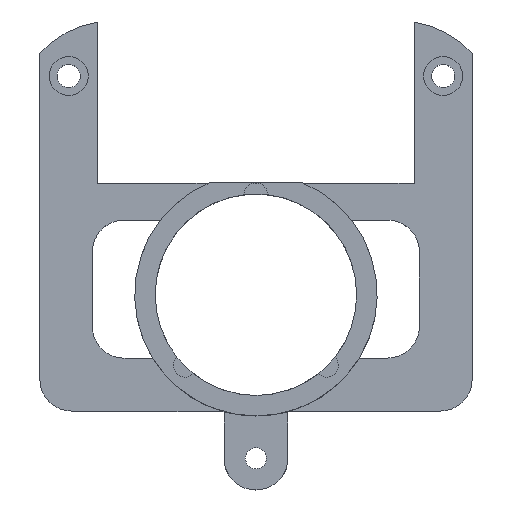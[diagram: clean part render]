
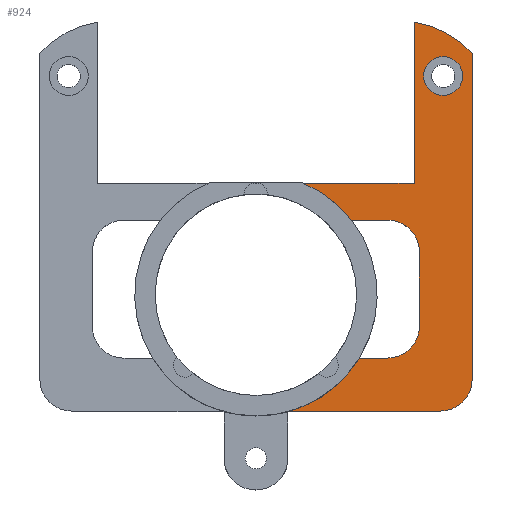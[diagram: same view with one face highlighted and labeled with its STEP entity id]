
A CAD part, top view. The second image highlights one B-rep face of the part: STEP entity #924.
In plain terms, the highlighted planar face has unit normal (0, 0, 1).
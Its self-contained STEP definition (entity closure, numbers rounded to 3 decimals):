
#15=FACE_BOUND('',#158,.T.);
#26=CIRCLE('',#975,3.);
#28=CIRCLE('',#979,3.);
#29=CIRCLE('',#981,11.494);
#30=CIRCLE('',#982,3.);
#31=CIRCLE('',#983,9.487);
#32=CIRCLE('',#984,11.494);
#33=CIRCLE('',#985,1.85);
#107=FACE_OUTER_BOUND('',#157,.T.);
#157=EDGE_LOOP('',(#630,#631,#632,#633,#634,#635,#636,#637,#638,#639,#640,
#641,#642));
#158=EDGE_LOOP('',(#643));
#214=LINE('',#1383,#298);
#218=LINE('',#1392,#302);
#223=LINE('',#1405,#307);
#224=LINE('',#1413,#308);
#225=LINE('',#1417,#309);
#226=LINE('',#1421,#310);
#227=LINE('',#1423,#311);
#298=VECTOR('',#1083,10.);
#302=VECTOR('',#1089,10.);
#307=VECTOR('',#1102,10.);
#308=VECTOR('',#1113,10.);
#309=VECTOR('',#1116,10.);
#310=VECTOR('',#1119,10.);
#311=VECTOR('',#1120,10.);
#382=VERTEX_POINT('',#1380);
#383=VERTEX_POINT('',#1382);
#386=VERTEX_POINT('',#1389);
#387=VERTEX_POINT('',#1391);
#389=VERTEX_POINT('',#1397);
#391=VERTEX_POINT('',#1403);
#392=VERTEX_POINT('',#1410);
#393=VERTEX_POINT('',#1412);
#394=VERTEX_POINT('',#1414);
#395=VERTEX_POINT('',#1416);
#396=VERTEX_POINT('',#1418);
#397=VERTEX_POINT('',#1420);
#398=VERTEX_POINT('',#1422);
#399=VERTEX_POINT('',#1425);
#472=EDGE_CURVE('',#383,#382,#214,.T.);
#476=EDGE_CURVE('',#387,#386,#218,.T.);
#480=EDGE_CURVE('',#386,#389,#26,.T.);
#483=EDGE_CURVE('',#389,#391,#223,.T.);
#485=EDGE_CURVE('',#391,#383,#28,.T.);
#486=EDGE_CURVE('',#382,#392,#29,.T.);
#487=EDGE_CURVE('',#392,#393,#224,.T.);
#488=EDGE_CURVE('',#393,#394,#30,.T.);
#489=EDGE_CURVE('',#394,#395,#225,.T.);
#490=EDGE_CURVE('',#395,#396,#31,.T.);
#491=EDGE_CURVE('',#396,#397,#226,.T.);
#492=EDGE_CURVE('',#397,#398,#227,.T.);
#493=EDGE_CURVE('',#398,#387,#32,.T.);
#494=EDGE_CURVE('',#399,#399,#33,.T.);
#630=ORIENTED_EDGE('',*,*,#476,.T.);
#631=ORIENTED_EDGE('',*,*,#480,.T.);
#632=ORIENTED_EDGE('',*,*,#483,.T.);
#633=ORIENTED_EDGE('',*,*,#485,.T.);
#634=ORIENTED_EDGE('',*,*,#472,.T.);
#635=ORIENTED_EDGE('',*,*,#486,.T.);
#636=ORIENTED_EDGE('',*,*,#487,.T.);
#637=ORIENTED_EDGE('',*,*,#488,.T.);
#638=ORIENTED_EDGE('',*,*,#489,.T.);
#639=ORIENTED_EDGE('',*,*,#490,.T.);
#640=ORIENTED_EDGE('',*,*,#491,.T.);
#641=ORIENTED_EDGE('',*,*,#492,.T.);
#642=ORIENTED_EDGE('',*,*,#493,.T.);
#643=ORIENTED_EDGE('',*,*,#494,.T.);
#893=PLANE('',#980);
#924=ADVANCED_FACE('',(#107,#15),#893,.T.);
#975=AXIS2_PLACEMENT_3D('',#1399,#1096,#1097);
#979=AXIS2_PLACEMENT_3D('',#1408,#1107,#1108);
#980=AXIS2_PLACEMENT_3D('',#1409,#1109,#1110);
#981=AXIS2_PLACEMENT_3D('',#1411,#1111,#1112);
#982=AXIS2_PLACEMENT_3D('',#1415,#1114,#1115);
#983=AXIS2_PLACEMENT_3D('',#1419,#1117,#1118);
#984=AXIS2_PLACEMENT_3D('',#1424,#1121,#1122);
#985=AXIS2_PLACEMENT_3D('',#1426,#1123,#1124);
#1083=DIRECTION('',(-1.,0.,0.));
#1089=DIRECTION('',(1.,0.,0.));
#1096=DIRECTION('center_axis',(0.,0.,-1.));
#1097=DIRECTION('ref_axis',(1.,0.,0.));
#1102=DIRECTION('',(0.,-1.,0.));
#1107=DIRECTION('center_axis',(0.,0.,-1.));
#1108=DIRECTION('ref_axis',(0.,-1.,0.));
#1109=DIRECTION('center_axis',(0.,0.,1.));
#1110=DIRECTION('ref_axis',(-1.,0.,0.));
#1111=DIRECTION('center_axis',(0.,0.,-1.));
#1112=DIRECTION('ref_axis',(-1.,0.,0.));
#1113=DIRECTION('',(1.,0.006,0.));
#1114=DIRECTION('center_axis',(0.,0.,1.));
#1115=DIRECTION('ref_axis',(0.006,-1.,0.));
#1116=DIRECTION('',(0.,1.,0.));
#1117=DIRECTION('center_axis',(0.,0.,1.));
#1118=DIRECTION('ref_axis',(1.,0.,0.));
#1119=DIRECTION('',(0.,-1.,0.));
#1120=DIRECTION('',(-1.,0.,0.));
#1121=DIRECTION('center_axis',(0.,0.,-1.));
#1122=DIRECTION('ref_axis',(-1.,0.,0.));
#1123=DIRECTION('center_axis',(0.,0.,-1.));
#1124=DIRECTION('ref_axis',(-1.,0.,0.));
#1380=CARTESIAN_POINT('',(32.808,20.007,8.2));
#1382=CARTESIAN_POINT('',(35.5,20.007,8.2));
#1383=CARTESIAN_POINT('',(27.907,20.007,8.2));
#1389=CARTESIAN_POINT('',(35.5,33.082,8.2));
#1391=CARTESIAN_POINT('',(32.053,33.082,8.2));
#1392=CARTESIAN_POINT('',(29.253,33.082,8.2));
#1397=CARTESIAN_POINT('',(38.5,30.082,8.2));
#1399=CARTESIAN_POINT('Origin',(35.5,30.082,8.2));
#1403=CARTESIAN_POINT('',(38.5,23.007,8.2));
#1405=CARTESIAN_POINT('',(38.5,26.346,8.2));
#1408=CARTESIAN_POINT('Origin',(35.5,23.007,8.2));
#1409=CARTESIAN_POINT('Origin',(23.006,29.685,8.2));
#1410=CARTESIAN_POINT('',(26.,14.905,8.2));
#1411=CARTESIAN_POINT('Origin',(23.,26.,8.2));
#1412=CARTESIAN_POINT('',(40.517,14.985,8.2));
#1413=CARTESIAN_POINT('',(40.517,14.985,8.2));
#1414=CARTESIAN_POINT('',(43.5,17.985,8.2));
#1415=CARTESIAN_POINT('Origin',(40.5,17.985,8.2));
#1416=CARTESIAN_POINT('',(43.5,48.904,8.2));
#1417=CARTESIAN_POINT('',(43.5,48.904,8.2));
#1418=CARTESIAN_POINT('',(37.991,51.87,8.2));
#1419=CARTESIAN_POINT('Origin',(36.5,42.5,8.2));
#1420=CARTESIAN_POINT('',(37.991,36.599,8.2));
#1421=CARTESIAN_POINT('',(37.991,36.599,8.2));
#1422=CARTESIAN_POINT('',(27.446,36.599,8.2));
#1423=CARTESIAN_POINT('',(23.04,36.599,8.2));
#1424=CARTESIAN_POINT('Origin',(23.,26.,8.2));
#1425=CARTESIAN_POINT('',(42.6,46.75,8.2));
#1426=CARTESIAN_POINT('Origin',(40.75,46.75,8.2));
